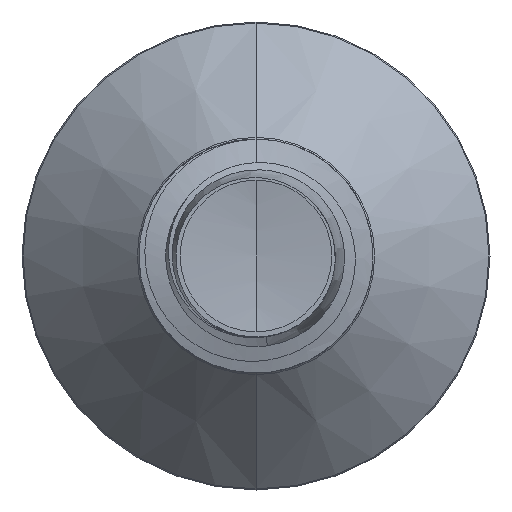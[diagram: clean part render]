
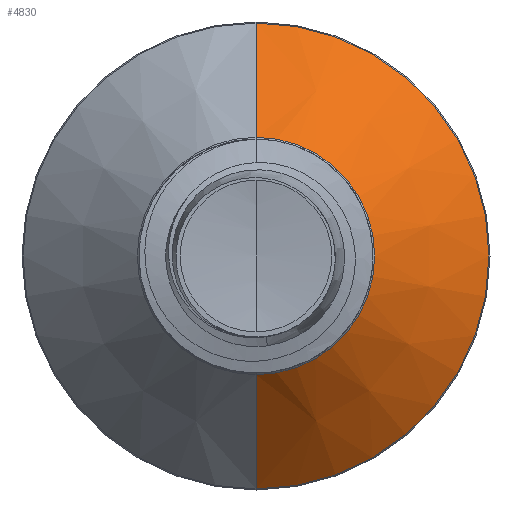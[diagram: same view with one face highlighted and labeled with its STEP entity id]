
A CAD part, front view. The second image highlights one B-rep face of the part: STEP entity #4830.
In plain terms, the highlighted conical face has half-angle 45 degrees and reference radius 1.522 mm.
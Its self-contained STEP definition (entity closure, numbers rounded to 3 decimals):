
#42 = CARTESIAN_POINT ( 'NONE',  ( 0., 6.472, -1.522 ) ) ;
#136 = CARTESIAN_POINT ( 'NONE',  ( 0., 6.472, 0. ) ) ;
#878 = FACE_OUTER_BOUND ( 'NONE', #12188, .T. ) ;
#936 = ORIENTED_EDGE ( 'NONE', *, *, #15338, .T. ) ;
#1018 = ORIENTED_EDGE ( 'NONE', *, *, #18245, .T. ) ;
#1158 = ORIENTED_EDGE ( 'NONE', *, *, #2686, .F. ) ;
#1246 = ORIENTED_EDGE ( 'NONE', *, *, #14438, .F. ) ;
#1823 = VERTEX_POINT ( 'NONE', #4691 ) ;
#1843 = AXIS2_PLACEMENT_3D ( 'NONE', #2962, #2947, #2941 ) ;
#1888 = DIRECTION ( 'NONE',  ( 0., 0., 1. ) ) ;
#2212 = DIRECTION ( 'NONE',  ( 0., 0.707, 0.707 ) ) ;
#2295 = LINE ( 'NONE', #42, #2627 ) ;
#2441 = VERTEX_POINT ( 'NONE', #3672 ) ;
#2586 = CIRCLE ( 'NONE', #20260, 1.522 ) ;
#2627 = VECTOR ( 'NONE', #10312, 1000. ) ;
#2686 = EDGE_CURVE ( 'NONE', #8420, #18865, #10849, .T. ) ;
#2941 = DIRECTION ( 'NONE',  ( 0., 0., 1. ) ) ;
#2947 = DIRECTION ( 'NONE',  ( 0., 1., 0. ) ) ;
#2962 = CARTESIAN_POINT ( 'NONE',  ( 0., 7.937, 0. ) ) ;
#3672 = CARTESIAN_POINT ( 'NONE',  ( 0., 6.472, -1.522 ) ) ;
#4691 = CARTESIAN_POINT ( 'NONE',  ( 0., 6.472, 1.522 ) ) ;
#4830 = ADVANCED_FACE ( 'NONE', ( #878 ), #5222, .T. ) ;
#5222 = CONICAL_SURFACE ( 'NONE', #7257, 1.522, 0.785 ) ;
#7173 = DIRECTION ( 'NONE',  ( 0., 1., 0. ) ) ;
#7243 = CARTESIAN_POINT ( 'NONE',  ( 0., 6.472, 0. ) ) ;
#7257 = AXIS2_PLACEMENT_3D ( 'NONE', #7243, #7173, #7267 ) ;
#7267 = DIRECTION ( 'NONE',  ( 0., 0., 1. ) ) ;
#8420 = VERTEX_POINT ( 'NONE', #13386 ) ;
#9504 = CARTESIAN_POINT ( 'NONE',  ( 0., 7.937, -2.987 ) ) ;
#10312 = DIRECTION ( 'NONE',  ( 0., 0.707, -0.707 ) ) ;
#10849 = CIRCLE ( 'NONE', #1843, 2.987 ) ;
#11044 = LINE ( 'NONE', #13795, #14911 ) ;
#12060 = DIRECTION ( 'NONE',  ( 0., 1., 0. ) ) ;
#12188 = EDGE_LOOP ( 'NONE', ( #936, #1018, #1158, #1246 ) ) ;
#13386 = CARTESIAN_POINT ( 'NONE',  ( 0., 7.937, 2.987 ) ) ;
#13795 = CARTESIAN_POINT ( 'NONE',  ( 0., 6.472, 1.522 ) ) ;
#14438 = EDGE_CURVE ( 'NONE', #1823, #8420, #11044, .T. ) ;
#14911 = VECTOR ( 'NONE', #2212, 1000. ) ;
#15338 = EDGE_CURVE ( 'NONE', #1823, #2441, #2586, .T. ) ;
#18245 = EDGE_CURVE ( 'NONE', #2441, #18865, #2295, .T. ) ;
#18865 = VERTEX_POINT ( 'NONE', #9504 ) ;
#20260 = AXIS2_PLACEMENT_3D ( 'NONE', #136, #12060, #1888 ) ;
